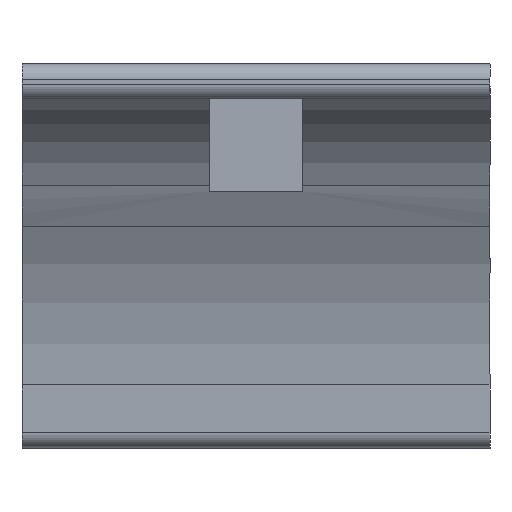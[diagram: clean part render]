
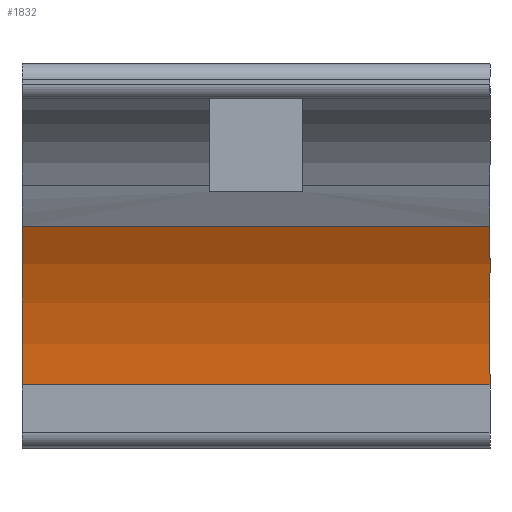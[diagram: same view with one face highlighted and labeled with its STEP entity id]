
A CAD part, left-side view. The second image highlights one B-rep face of the part: STEP entity #1832.
In plain terms, the highlighted cylindrical face has radius 20 mm (diameter 40 mm), a partial arc.
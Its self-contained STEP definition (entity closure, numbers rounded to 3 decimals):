
#109 = ORIENTED_EDGE ( 'NONE', *, *, #2265, .F. ) ;
#110 = ORIENTED_EDGE ( 'NONE', *, *, #1275, .F. ) ;
#131 = CARTESIAN_POINT ( 'NONE',  ( -15., 15., 4.044 ) ) ;
#216 = LINE ( 'NONE', #384, #1893 ) ;
#254 = CIRCLE ( 'NONE', #1214, 20. ) ;
#275 = CARTESIAN_POINT ( 'NONE',  ( -17.759, -15., 14.18 ) ) ;
#304 = DIRECTION ( 'NONE',  ( 0., 0., -1. ) ) ;
#361 = AXIS2_PLACEMENT_3D ( 'NONE', #2064, #1459, #304 ) ;
#384 = CARTESIAN_POINT ( 'NONE',  ( -15., 15., 4.044 ) ) ;
#398 = VERTEX_POINT ( 'NONE', #788 ) ;
#442 = VERTEX_POINT ( 'NONE', #2338 ) ;
#542 = ORIENTED_EDGE ( 'NONE', *, *, #1463, .F. ) ;
#685 = FACE_OUTER_BOUND ( 'NONE', #823, .T. ) ;
#726 = VERTEX_POINT ( 'NONE', #131 ) ;
#774 = CIRCLE ( 'NONE', #2160, 20. ) ;
#788 = CARTESIAN_POINT ( 'NONE',  ( -15., -15., 4.044 ) ) ;
#823 = EDGE_LOOP ( 'NONE', ( #542, #1244, #110, #109 ) ) ;
#835 = VECTOR ( 'NONE', #1007, 1000. ) ;
#859 = CARTESIAN_POINT ( 'NONE',  ( -17.759, 15., 14.18 ) ) ;
#888 = DIRECTION ( 'NONE',  ( 0., 1., 0. ) ) ;
#948 = VERTEX_POINT ( 'NONE', #275 ) ;
#1007 = DIRECTION ( 'NONE',  ( 0., -1., 0. ) ) ;
#1214 = AXIS2_PLACEMENT_3D ( 'NONE', #1462, #1475, #2385 ) ;
#1244 = ORIENTED_EDGE ( 'NONE', *, *, #1507, .F. ) ;
#1275 = EDGE_CURVE ( 'NONE', #948, #398, #774, .T. ) ;
#1443 = CYLINDRICAL_SURFACE ( 'NONE', #361, 20. ) ;
#1459 = DIRECTION ( 'NONE',  ( 0., -1., 0. ) ) ;
#1462 = CARTESIAN_POINT ( 'NONE',  ( -35., 15., 4.044 ) ) ;
#1463 = EDGE_CURVE ( 'NONE', #726, #442, #254, .T. ) ;
#1475 = DIRECTION ( 'NONE',  ( 0., -1., 0. ) ) ;
#1507 = EDGE_CURVE ( 'NONE', #398, #726, #216, .T. ) ;
#1605 = LINE ( 'NONE', #859, #835 ) ;
#1816 = CARTESIAN_POINT ( 'NONE',  ( -35., -15., 4.044 ) ) ;
#1832 = ADVANCED_FACE ( 'NONE', ( #685 ), #1443, .F. ) ;
#1893 = VECTOR ( 'NONE', #1931, 1000. ) ;
#1931 = DIRECTION ( 'NONE',  ( 0., 1., 0. ) ) ;
#2064 = CARTESIAN_POINT ( 'NONE',  ( -35., 15., 4.044 ) ) ;
#2160 = AXIS2_PLACEMENT_3D ( 'NONE', #1816, #888, #2212 ) ;
#2212 = DIRECTION ( 'NONE',  ( -1., 0., 0. ) ) ;
#2265 = EDGE_CURVE ( 'NONE', #442, #948, #1605, .T. ) ;
#2338 = CARTESIAN_POINT ( 'NONE',  ( -17.759, 15., 14.18 ) ) ;
#2385 = DIRECTION ( 'NONE',  ( 0., 0., -1. ) ) ;
